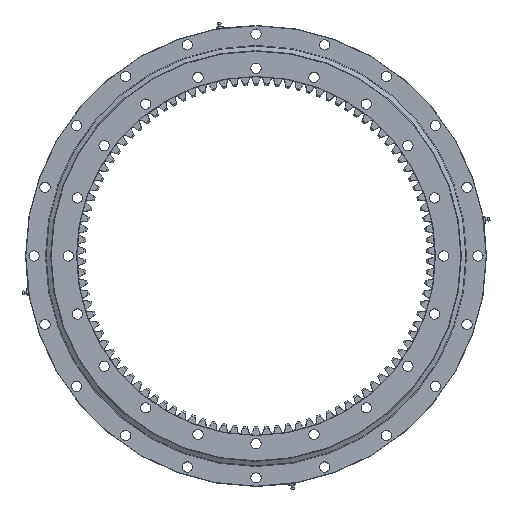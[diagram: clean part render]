
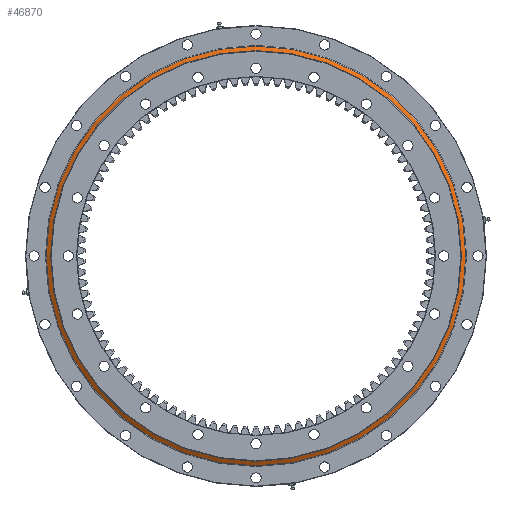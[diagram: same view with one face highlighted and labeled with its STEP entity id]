
A CAD part, top view. The second image highlights one B-rep face of the part: STEP entity #46870.
In plain terms, the highlighted conical face has half-angle 58.57 degrees and reference radius 361 mm.
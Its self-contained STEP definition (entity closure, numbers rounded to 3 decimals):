
#1888 = EDGE_LOOP ( 'NONE', ( #12225 ) ) ;
#2186 = AXIS2_PLACEMENT_3D ( 'NONE', #40518, #14259, #40192 ) ;
#3282 = ORIENTED_EDGE ( 'NONE', *, *, #14528, .F. ) ;
#3714 = FACE_BOUND ( 'NONE', #1888, .T. ) ;
#3888 = AXIS2_PLACEMENT_3D ( 'NONE', #5418, #31526, #42966 ) ;
#5418 = CARTESIAN_POINT ( 'NONE',  ( 354., -2.61, 0. ) ) ;
#5511 = CONICAL_SURFACE ( 'NONE', #2186, 361., 1.022 ) ;
#5716 = CIRCLE ( 'NONE', #3888, 368.544 ) ;
#8903 = CIRCLE ( 'NONE', #43154, 361. ) ;
#12225 = ORIENTED_EDGE ( 'NONE', *, *, #25105, .T. ) ;
#13648 = VERTEX_POINT ( 'NONE', #44510 ) ;
#14259 = DIRECTION ( 'NONE',  ( 0., -1., 0. ) ) ;
#14528 = EDGE_CURVE ( 'NONE', #38730, #38730, #5716, .T. ) ;
#22495 = DIRECTION ( 'NONE',  ( 0., 0., -1. ) ) ;
#25105 = EDGE_CURVE ( 'NONE', #13648, #13648, #8903, .T. ) ;
#31174 = FACE_OUTER_BOUND ( 'NONE', #32203, .T. ) ;
#31526 = DIRECTION ( 'NONE',  ( 0., -1., 0. ) ) ;
#32203 = EDGE_LOOP ( 'NONE', ( #3282 ) ) ;
#36853 = CARTESIAN_POINT ( 'NONE',  ( 354., -2.61, -368.544 ) ) ;
#37185 = DIRECTION ( 'NONE',  ( 0., -1., 0. ) ) ;
#38730 = VERTEX_POINT ( 'NONE', #36853 ) ;
#40192 = DIRECTION ( 'NONE',  ( 0., 0., -1. ) ) ;
#40518 = CARTESIAN_POINT ( 'NONE',  ( 354., 2., 0. ) ) ;
#40957 = CARTESIAN_POINT ( 'NONE',  ( 354., 2., 0. ) ) ;
#42966 = DIRECTION ( 'NONE',  ( 0., 0., -1. ) ) ;
#43154 = AXIS2_PLACEMENT_3D ( 'NONE', #40957, #37185, #22495 ) ;
#44510 = CARTESIAN_POINT ( 'NONE',  ( 354., 2., -361. ) ) ;
#46870 = ADVANCED_FACE ( 'NONE', ( #31174, #3714 ), #5511, .T. ) ;
